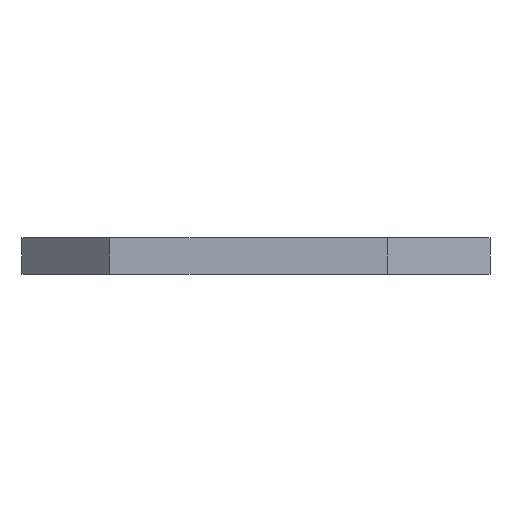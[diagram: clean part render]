
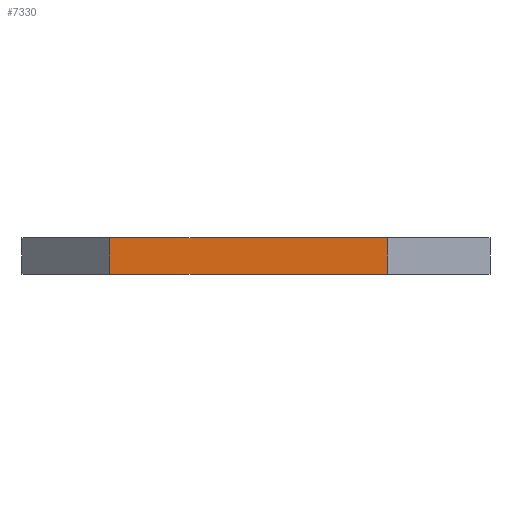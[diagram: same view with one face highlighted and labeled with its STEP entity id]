
A CAD part, left-side view. The second image highlights one B-rep face of the part: STEP entity #7330.
In plain terms, the highlighted planar face has unit normal (-1, 0, 0).
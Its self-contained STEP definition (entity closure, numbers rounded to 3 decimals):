
#90 = PLANE('',#91);
#91 = AXIS2_PLACEMENT_3D('',#92,#93,#94);
#92 = CARTESIAN_POINT('',(139.774,-85.683,1.6));
#93 = DIRECTION('',(-0.,-0.,-1.));
#94 = DIRECTION('',(-1.,0.,0.));
#144 = PLANE('',#145);
#145 = AXIS2_PLACEMENT_3D('',#146,#147,#148);
#146 = CARTESIAN_POINT('',(139.774,-85.683,0.));
#147 = DIRECTION('',(-0.,-0.,-1.));
#148 = DIRECTION('',(-1.,0.,0.));
#337 = VERTEX_POINT('',#338);
#338 = CARTESIAN_POINT('',(124.777,-91.44,0.));
#352 = PLANE('',#353);
#353 = AXIS2_PLACEMENT_3D('',#354,#355,#356);
#354 = CARTESIAN_POINT('',(128.587,-95.885,0.));
#355 = DIRECTION('',(-0.759,-0.651,0.));
#356 = DIRECTION('',(-0.651,0.759,0.));
#364 = EDGE_CURVE('',#337,#365,#367,.T.);
#365 = VERTEX_POINT('',#366);
#366 = CARTESIAN_POINT('',(124.777,-79.375,0.));
#367 = SURFACE_CURVE('',#368,(#372,#379),.PCURVE_S1.);
#368 = LINE('',#369,#370);
#369 = CARTESIAN_POINT('',(124.777,-91.44,0.));
#370 = VECTOR('',#371,1.);
#371 = DIRECTION('',(0.,1.,0.));
#372 = PCURVE('',#144,#373);
#373 = DEFINITIONAL_REPRESENTATION('',(#374),#378);
#374 = LINE('',#375,#376);
#375 = CARTESIAN_POINT('',(14.997,-5.757));
#376 = VECTOR('',#377,1.);
#377 = DIRECTION('',(0.,1.));
#378 = ( GEOMETRIC_REPRESENTATION_CONTEXT(2) 
PARAMETRIC_REPRESENTATION_CONTEXT() REPRESENTATION_CONTEXT('2D SPACE',''
  ) );
#379 = PCURVE('',#380,#385);
#380 = PLANE('',#381);
#381 = AXIS2_PLACEMENT_3D('',#382,#383,#384);
#382 = CARTESIAN_POINT('',(124.777,-91.44,0.));
#383 = DIRECTION('',(-1.,0.,0.));
#384 = DIRECTION('',(0.,1.,0.));
#385 = DEFINITIONAL_REPRESENTATION('',(#386),#390);
#386 = LINE('',#387,#388);
#387 = CARTESIAN_POINT('',(0.,0.));
#388 = VECTOR('',#389,1.);
#389 = DIRECTION('',(1.,0.));
#390 = ( GEOMETRIC_REPRESENTATION_CONTEXT(2) 
PARAMETRIC_REPRESENTATION_CONTEXT() REPRESENTATION_CONTEXT('2D SPACE',''
  ) );
#408 = PLANE('',#409);
#409 = AXIS2_PLACEMENT_3D('',#410,#411,#412);
#410 = CARTESIAN_POINT('',(124.777,-79.375,0.));
#411 = DIRECTION('',(-0.707,0.707,0.));
#412 = DIRECTION('',(0.707,0.707,0.));
#4107 = VERTEX_POINT('',#4108);
#4108 = CARTESIAN_POINT('',(124.777,-91.44,1.6));
#4129 = EDGE_CURVE('',#4107,#4130,#4132,.T.);
#4130 = VERTEX_POINT('',#4131);
#4131 = CARTESIAN_POINT('',(124.777,-79.375,1.6));
#4132 = SURFACE_CURVE('',#4133,(#4137,#4144),.PCURVE_S1.);
#4133 = LINE('',#4134,#4135);
#4134 = CARTESIAN_POINT('',(124.777,-91.44,1.6));
#4135 = VECTOR('',#4136,1.);
#4136 = DIRECTION('',(0.,1.,0.));
#4137 = PCURVE('',#90,#4138);
#4138 = DEFINITIONAL_REPRESENTATION('',(#4139),#4143);
#4139 = LINE('',#4140,#4141);
#4140 = CARTESIAN_POINT('',(14.997,-5.757));
#4141 = VECTOR('',#4142,1.);
#4142 = DIRECTION('',(0.,1.));
#4143 = ( GEOMETRIC_REPRESENTATION_CONTEXT(2) 
PARAMETRIC_REPRESENTATION_CONTEXT() REPRESENTATION_CONTEXT('2D SPACE',''
  ) );
#4144 = PCURVE('',#380,#4145);
#4145 = DEFINITIONAL_REPRESENTATION('',(#4146),#4150);
#4146 = LINE('',#4147,#4148);
#4147 = CARTESIAN_POINT('',(0.,-1.6));
#4148 = VECTOR('',#4149,1.);
#4149 = DIRECTION('',(1.,0.));
#4150 = ( GEOMETRIC_REPRESENTATION_CONTEXT(2) 
PARAMETRIC_REPRESENTATION_CONTEXT() REPRESENTATION_CONTEXT('2D SPACE',''
  ) );
#7280 = EDGE_CURVE('',#365,#4130,#7281,.T.);
#7281 = SURFACE_CURVE('',#7282,(#7286,#7293),.PCURVE_S1.);
#7282 = LINE('',#7283,#7284);
#7283 = CARTESIAN_POINT('',(124.777,-79.375,0.));
#7284 = VECTOR('',#7285,1.);
#7285 = DIRECTION('',(0.,0.,1.));
#7286 = PCURVE('',#408,#7287);
#7287 = DEFINITIONAL_REPRESENTATION('',(#7288),#7292);
#7288 = LINE('',#7289,#7290);
#7289 = CARTESIAN_POINT('',(0.,0.));
#7290 = VECTOR('',#7291,1.);
#7291 = DIRECTION('',(0.,-1.));
#7292 = ( GEOMETRIC_REPRESENTATION_CONTEXT(2) 
PARAMETRIC_REPRESENTATION_CONTEXT() REPRESENTATION_CONTEXT('2D SPACE',''
  ) );
#7293 = PCURVE('',#380,#7294);
#7294 = DEFINITIONAL_REPRESENTATION('',(#7295),#7299);
#7295 = LINE('',#7296,#7297);
#7296 = CARTESIAN_POINT('',(12.065,0.));
#7297 = VECTOR('',#7298,1.);
#7298 = DIRECTION('',(0.,-1.));
#7299 = ( GEOMETRIC_REPRESENTATION_CONTEXT(2) 
PARAMETRIC_REPRESENTATION_CONTEXT() REPRESENTATION_CONTEXT('2D SPACE',''
  ) );
#7309 = EDGE_CURVE('',#337,#4107,#7310,.T.);
#7310 = SURFACE_CURVE('',#7311,(#7315,#7322),.PCURVE_S1.);
#7311 = LINE('',#7312,#7313);
#7312 = CARTESIAN_POINT('',(124.777,-91.44,0.));
#7313 = VECTOR('',#7314,1.);
#7314 = DIRECTION('',(0.,0.,1.));
#7315 = PCURVE('',#352,#7316);
#7316 = DEFINITIONAL_REPRESENTATION('',(#7317),#7321);
#7317 = LINE('',#7318,#7319);
#7318 = CARTESIAN_POINT('',(5.854,0.));
#7319 = VECTOR('',#7320,1.);
#7320 = DIRECTION('',(0.,-1.));
#7321 = ( GEOMETRIC_REPRESENTATION_CONTEXT(2) 
PARAMETRIC_REPRESENTATION_CONTEXT() REPRESENTATION_CONTEXT('2D SPACE',''
  ) );
#7322 = PCURVE('',#380,#7323);
#7323 = DEFINITIONAL_REPRESENTATION('',(#7324),#7328);
#7324 = LINE('',#7325,#7326);
#7325 = CARTESIAN_POINT('',(0.,0.));
#7326 = VECTOR('',#7327,1.);
#7327 = DIRECTION('',(0.,-1.));
#7328 = ( GEOMETRIC_REPRESENTATION_CONTEXT(2) 
PARAMETRIC_REPRESENTATION_CONTEXT() REPRESENTATION_CONTEXT('2D SPACE',''
  ) );
#7330 = ADVANCED_FACE('',(#7331),#380,.T.);
#7331 = FACE_BOUND('',#7332,.T.);
#7332 = EDGE_LOOP('',(#7333,#7334,#7335,#7336));
#7333 = ORIENTED_EDGE('',*,*,#7309,.T.);
#7334 = ORIENTED_EDGE('',*,*,#4129,.T.);
#7335 = ORIENTED_EDGE('',*,*,#7280,.F.);
#7336 = ORIENTED_EDGE('',*,*,#364,.F.);
